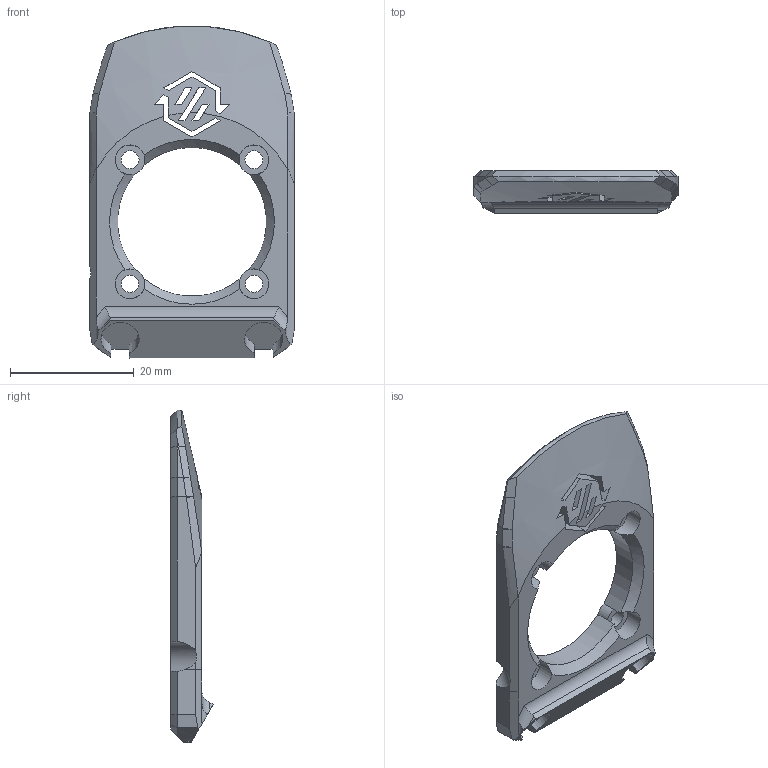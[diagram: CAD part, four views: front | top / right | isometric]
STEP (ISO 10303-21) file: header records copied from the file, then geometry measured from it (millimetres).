
FILE_DESCRIPTION(/* description */ ('','CAx-IF Rec.Pracs.---Representation and Presentation of Product Manufacturing Information (PMI)---4.0---2014-10-13'),/* implementation_level */ '2;1');
FILE_NAME(/* name */ 'Xol_SC_Magdock_Faceplate_SC_Logo_with_cutouts.step',/* time_stamp */ '2024-12-30T02:55:50+01:00',/* author */ (''),/* organization */ (''),/* preprocessor_version */ 'ST-DEVELOPER v20',/* originating_system */ 'Autodesk Translation Framework v13.20.0.188',/* authorisation */ '');
FILE_SCHEMA (('AP242_MANAGED_MODEL_BASED_3D_ENGINEERING_MIM_LF { 1 0 10303 442 1 1 4 }'));
Length unit declared in the file: millimetre
Products named in the file (1): Xol_SC_Magdock_Faceplate_SC_Logo_with_cutouts
Bounding box: 32.92 x 6.82 x 53.57 mm (x, y, z)
Volume: 4500.5 mm3; surface area: 3819 mm2
Topology: 1 solids, 1 shells, 134 faces, 381 edges, 247 vertices
Faces by surface type: plane 75, cylinder 26, bspline 25, cone 8
Full cylindrical faces by diameter (mm): 2.8 x2, 2.9 x2
Entity records: 5036 total; most frequent: CARTESIAN_POINT 1730, ORIENTED_EDGE 762, DIRECTION 571, EDGE_CURVE 381, VERTEX_POINT 247, LINE 197, VECTOR 197, AXIS2_PLACEMENT_3D 187
